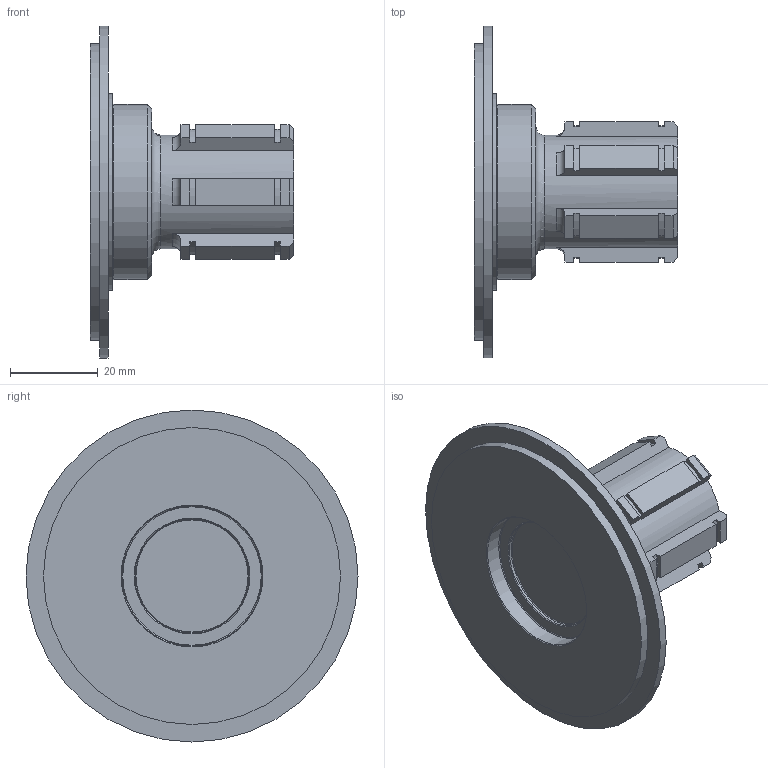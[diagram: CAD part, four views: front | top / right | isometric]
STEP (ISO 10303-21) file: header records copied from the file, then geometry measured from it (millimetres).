
FILE_DESCRIPTION (( 'STEP AP214' ), '1' );
FILE_NAME ('A2490_Carrier_Output_Shaft.step', '2022-07-06T05:09:56', ( '' ), ( '' ), 'SwSTEP 2.0', 'SolidWorks 2020', '' );
FILE_SCHEMA (( 'AUTOMOTIVE_DESIGN' ));
Length unit declared in the file: millimetre
Products named in the file (1): A2490_Carrier_Output_Shaft
Bounding box: 46.35 x 75.8 x 75.8 mm (x, y, z)
Volume: 45298.7 mm3; surface area: 15429 mm2
Topology: 1 solids, 1 shells, 106 faces, 287 edges, 189 vertices
Faces by surface type: plane 74, cylinder 19, torus 10, cone 3
Full cylindrical faces by diameter (mm): 26 x2, 32 x1, 40 x1, 45 x1, 67.8 x1, 75.8 x1
Entity records: 3428 total; most frequent: CARTESIAN_POINT 747, ORIENTED_EDGE 544, DIRECTION 536, EDGE_CURVE 272, LINE 198, VECTOR 198, VERTEX_POINT 188, AXIS2_PLACEMENT_3D 169
